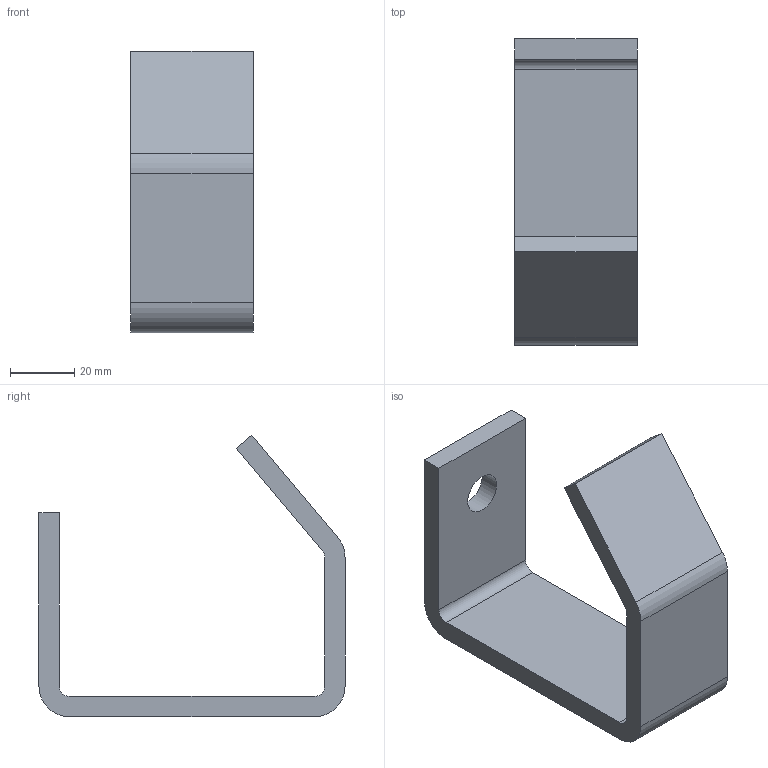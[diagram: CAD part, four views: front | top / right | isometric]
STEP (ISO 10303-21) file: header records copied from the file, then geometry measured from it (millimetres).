
FILE_DESCRIPTION(/* description */ (''),/* implementation_level */ '2;1');
FILE_NAME(/* name */ 'bracket.stp',/* time_stamp */ '2021-09-28T11:28:21-03:00',/* author */ ('cecilia'),/* organization */ (''),/* preprocessor_version */ 'ST-DEVELOPER v17',/* originating_system */ 'Autodesk Inventor 2019',/* authorisation */ '');
FILE_SCHEMA (('AUTOMOTIVE_DESIGN { 1 0 10303 214 3 1 1 }'));
Length unit declared in the file: inch
Products named in the file (1): bracket
Bounding box: 38.1 x 95.25 x 87.64 mm (x, y, z)
Volume: 56361.2 mm3; surface area: 21489.6 mm2
Topology: 1 solids, 1 shells, 19 faces, 53 edges, 36 vertices
Faces by surface type: plane 12, cylinder 7
Full cylindrical faces by diameter (mm): 12.7 x1
Entity records: 664 total; most frequent: DIRECTION 109, CARTESIAN_POINT 109, ORIENTED_EDGE 106, EDGE_CURVE 53, LINE 37, VECTOR 37, VERTEX_POINT 36, AXIS2_PLACEMENT_3D 36
